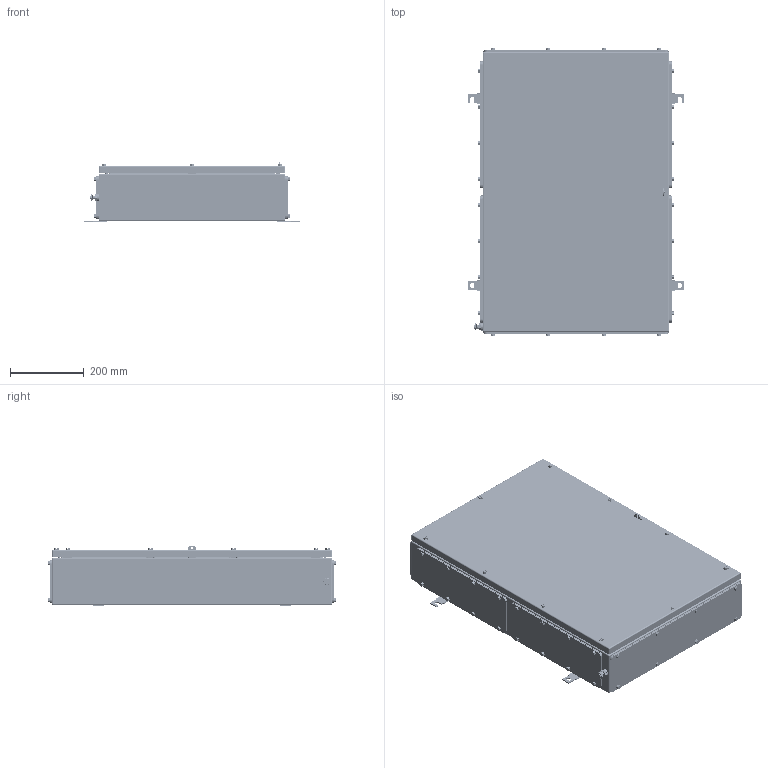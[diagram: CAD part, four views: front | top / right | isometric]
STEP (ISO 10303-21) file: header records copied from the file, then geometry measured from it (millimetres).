
FILE_DESCRIPTION(('CATIA V5 STEP Exchange','CAx-IF Rec.Pracs.--- Model Styling and Organization---1.4--- 2014-01-23'),'2;1');
FILE_NAME ('008583-5_2_1195440000_1195440000.stp','2019-07-19T07:29:02+00:00',('none'),('Weidmueller'),'CATIA Version 5-6 Release 2016 SP3 HF44','CATIA V5 STEP AP214','none');
FILE_SCHEMA(('AUTOMOTIVE_DESIGN { 1 0 10303 214 1 1 1 1 }'));
Products named in the file (1): 1195440000
Bounding box: 589 x 784 x 165 mm (x, y, z)
Volume: 3019069.5 mm3; surface area: 3187396 mm2
Topology: 163 solids, 163 shells, 4366 faces, 10134 edges, 6131 vertices
Faces by surface type: cylinder 1989, plane 1639, cone 310, torus 212, sphere 156, bspline 60
Entity records: 120418 total; most frequent: CARTESIAN_POINT 27742, ORIENTED_EDGE 19704, DIRECTION 16008, EDGE_CURVE 9852, AXIS2_PLACEMENT_3D 7351, VERTEX_POINT 6131, VECTOR 5335, LINE 5335
